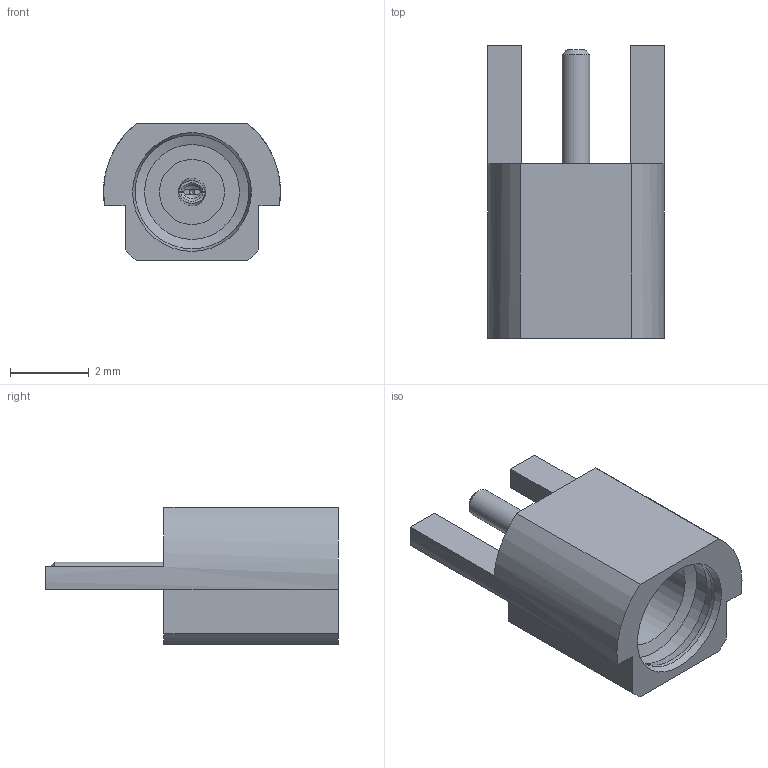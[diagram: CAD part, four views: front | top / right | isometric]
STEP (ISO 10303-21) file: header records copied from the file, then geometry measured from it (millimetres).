
FILE_DESCRIPTION(/* description */ (''),/* implementation_level */ '2;1');
FILE_NAME(/* name */ 'Molex 734150963.step',/* time_stamp */ '2025-07-16T17:07:15+01:00',/* author */ (''),/* organization */ (''),/* preprocessor_version */ 'ST-DEVELOPER v20.1',/* originating_system */ 'Autodesk Translation Framework v14.10.0.0',/* authorisation */ '');
FILE_SCHEMA (('AUTOMOTIVE_DESIGN { 1 0 10303 214 3 1 1 }'));
Length unit declared in the file: millimetre
Products named in the file (1): 734150963
Bounding box: 4.5 x 7.44 x 3.5 mm (x, y, z)
Volume: 48 mm3; surface area: 142.7 mm2
Topology: 1 solids, 1 shells, 48 faces, 121 edges, 80 vertices
Faces by surface type: plane 23, cylinder 16, cone 9
Full cylindrical faces by diameter (mm): 0.711 x1, 1.651 x2, 2.41 x1, 2.89 x1, 3.02 x1
Entity records: 1532 total; most frequent: CARTESIAN_POINT 295, DIRECTION 259, ORIENTED_EDGE 240, EDGE_CURVE 120, AXIS2_PLACEMENT_3D 96, VERTEX_POINT 80, LINE 67, VECTOR 67
